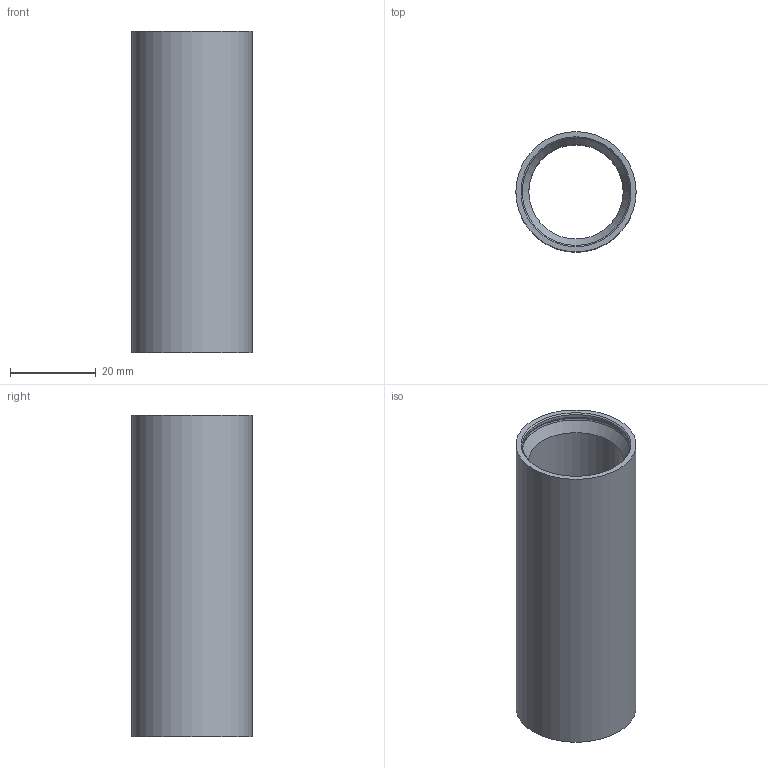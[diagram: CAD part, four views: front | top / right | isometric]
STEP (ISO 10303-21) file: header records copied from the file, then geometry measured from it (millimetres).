
FILE_DESCRIPTION(('FreeCAD Model'),'2;1');
FILE_NAME('Open CASCADE Shape Model','2025-09-03T20:34:00',(''),(''), 'Open CASCADE STEP processor 7.6','FreeCAD','Unknown');
FILE_SCHEMA(('AUTOMOTIVE_DESIGN { 1 0 10303 214 1 1 1 1 }'));
Length unit declared in the file: millimetre
Products named in the file (1): Tubus
Bounding box: 28 x 28 x 75 mm (x, y, z)
Volume: 16977.8 mm3; surface area: 12125.5 mm2
Topology: 1 solids, 1 shells, 14 faces, 26 edges, 14 vertices
Faces by surface type: cone 8, cylinder 4, plane 2
Full cylindrical faces by diameter (mm): 22 x1, 25 x2, 28 x1
Entity records: 708 total; most frequent: DIRECTION 122, CARTESIAN_POINT 107, LINE 60, VECTOR 60, ORIENTED_EDGE 52, PCURVE 52, DEFINITIONAL_REPRESENTATION 52, AXIS2_PLACEMENT_3D 29
